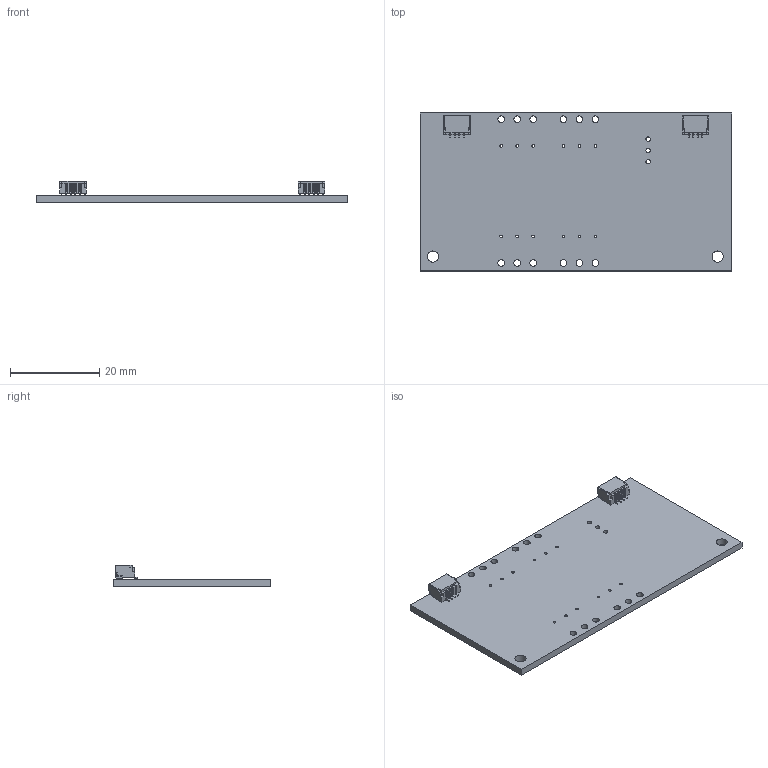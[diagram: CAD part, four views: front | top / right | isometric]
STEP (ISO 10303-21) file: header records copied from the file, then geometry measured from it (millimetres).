
FILE_DESCRIPTION(('KiCad electronic assembly'),'2;1');
FILE_NAME('Untitled.step','2023-04-12T12:13:05',('Pcbnew'),('Kicad'), 'Open CASCADE STEP processor 7.6','KiCad to STEP converter','Unknown' );
FILE_SCHEMA(('AUTOMOTIVE_DESIGN { 1 0 10303 214 1 1 1 1 }'));
Length unit declared in the file: millimetre
Products named in the file (4): Untitled 1; SM04B-SRSS-TB(LF)(SN)--3DModel-STEP-56544; COMPOUND; PCB
Assembly tree (4 placements, depth 3):
  Untitled 1
    SM04B-SRSS-TB(LF)(SN)--3DModel-STEP-56544  x2
      COMPOUND
    PCB
Bounding box: 70 x 35.5 x 4.91 mm (x, y, z)
Volume: 3998 mm3; surface area: 5785.1 mm2
Topology: 15 solids, 15 shells, 493 faces, 1387 edges, 918 vertices
Faces by surface type: plane 384, cylinder 109
Full cylindrical faces by diameter (mm): 0.6 x12, 1 x3, 1.5 x12, 2.5 x2
Entity records: 18727 total; most frequent: CARTESIAN_POINT 3674, DIRECTION 2791, LINE 1953, VECTOR 1953, ORIENTED_EDGE 1486, PCURVE 1486, DEFINITIONAL_REPRESENTATION 1486, EDGE_CURVE 743
